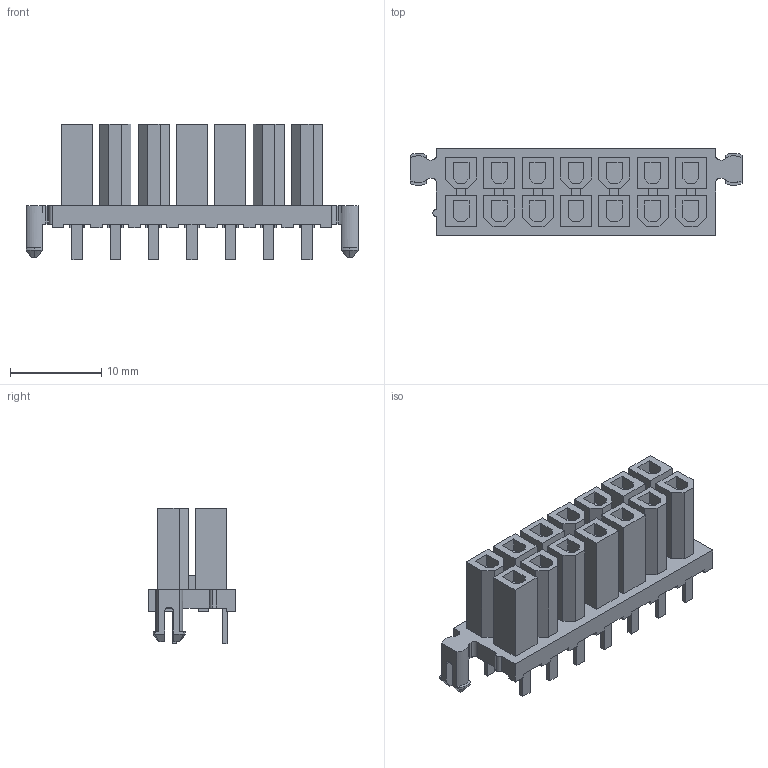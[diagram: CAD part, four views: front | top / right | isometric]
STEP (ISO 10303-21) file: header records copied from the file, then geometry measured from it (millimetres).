
FILE_DESCRIPTION(('STEP AP242'),'1');
FILE_NAME('15-24-7140.stp','2023-04-14T11:15:24',('TraceParts'),('TraceParts S.A.'),'Spatial InterOp 3D',' ',' ');
FILE_SCHEMA(('AP242_MANAGED_MODEL_BASED_3D_ENGINEERING_MIM_LF {1 0 10303 442 1 1 4}'));
Length unit declared in the file: millimetre
Products named in the file (1): 15-24-7140_1
Bounding box: 36.4 x 9.6 x 14.83 mm (x, y, z)
Volume: 2007.4 mm3; surface area: 2900.1 mm2
Topology: 1 solids, 1 shells, 546 faces, 1461 edges, 1014 vertices
Faces by surface type: plane 514, cylinder 24, cone 8
Entity records: 16763 total; most frequent: CARTESIAN_POINT 2995, ORIENTED_EDGE 2854, DIRECTION 2645, EDGE_CURVE 1427, LINE 1357, VECTOR 1357, VERTEX_POINT 946, AXIS2_PLACEMENT_3D 644
